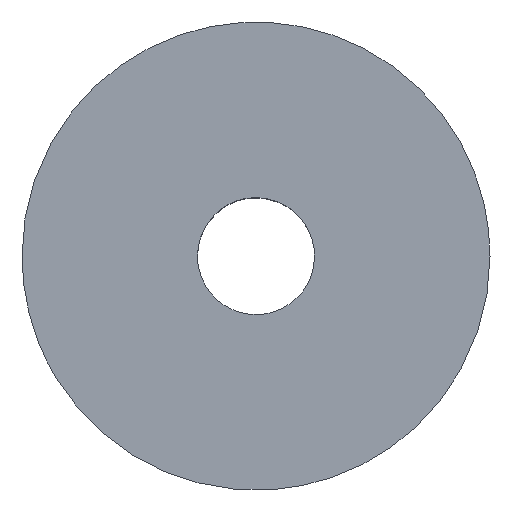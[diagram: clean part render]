
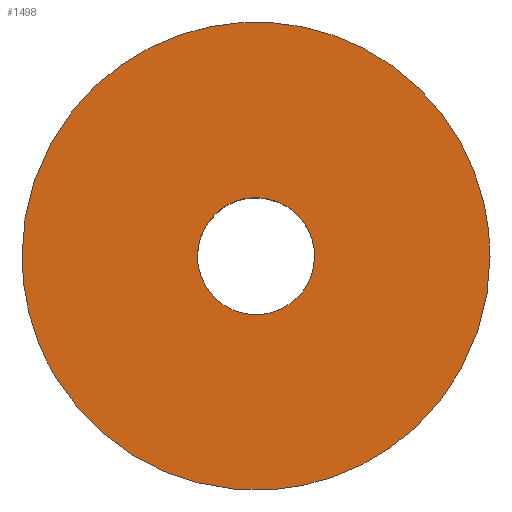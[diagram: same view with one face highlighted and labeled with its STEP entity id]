
A CAD part, top view. The second image highlights one B-rep face of the part: STEP entity #1498.
In plain terms, the highlighted free-form (B-spline) face has degree [1, 1] with [2, 2] control points.
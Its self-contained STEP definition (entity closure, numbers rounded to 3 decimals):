
#902=CARTESIAN_POINT('',(0.471,-5.982,9.));
#903=VERTEX_POINT('',#902);
#909=CARTESIAN_POINT('',(-5.579,-2.207,9.));
#910=VERTEX_POINT('',#909);
#911=CARTESIAN_POINT('',(0.471,-5.982,9.));
#912=CARTESIAN_POINT('',(0.236,-6.,9.));
#913=CARTESIAN_POINT('',(0.,-6.,9.));
#914=CARTESIAN_POINT('',(-4.079,-6.,9.));
#915=CARTESIAN_POINT('',(-5.579,-2.207,9.));
#923=(BOUNDED_CURVE()B_SPLINE_CURVE(2,(#911,#912,#913,#914,#915),.UNSPECIFIED.,.F.,.U.)B_SPLINE_CURVE_WITH_KNOTS((3,2,3),(0.736,0.75,0.938),.UNSPECIFIED.)CURVE()GEOMETRIC_REPRESENTATION_ITEM()RATIONAL_B_SPLINE_CURVE((0.97,0.984,1.0,0.78,0.89))REPRESENTATION_ITEM(''));
#924=EDGE_CURVE('',#903,#910,#923,.T.);
#976=CARTESIAN_POINT('',(-6.0,0.0,9.0));
#977=VERTEX_POINT('',#976);
#978=CARTESIAN_POINT('',(-5.579,-2.207,9.));
#979=CARTESIAN_POINT('',(-6.,-1.144,9.));
#980=CARTESIAN_POINT('',(-6.0,0.0,9.0));
#988=(BOUNDED_CURVE()B_SPLINE_CURVE(2,(#978,#979,#980),.UNSPECIFIED.,.F.,.U.)B_SPLINE_CURVE_WITH_KNOTS((3,3),(0.938,1.0),.UNSPECIFIED.)CURVE()GEOMETRIC_REPRESENTATION_ITEM()RATIONAL_B_SPLINE_CURVE((0.89,0.927,1.0))REPRESENTATION_ITEM(''));
#989=EDGE_CURVE('',#910,#977,#988,.T.);
#991=CARTESIAN_POINT('',(6.0,0.0,9.0));
#992=VERTEX_POINT('',#991);
#993=CARTESIAN_POINT('',(-6.0,0.0,9.0));
#994=CARTESIAN_POINT('',(-6.0,6.0,9.));
#995=CARTESIAN_POINT('',(0.0,6.0,9.0));
#996=CARTESIAN_POINT('',(6.0,6.0,9.));
#997=CARTESIAN_POINT('',(6.0,0.0,9.0));
#1005=(BOUNDED_CURVE()B_SPLINE_CURVE(2,(#993,#994,#995,#996,#997),.UNSPECIFIED.,.F.,.U.)B_SPLINE_CURVE_WITH_KNOTS((3,2,3),(0.0,0.25,0.5),.UNSPECIFIED.)CURVE()GEOMETRIC_REPRESENTATION_ITEM()RATIONAL_B_SPLINE_CURVE((1.0,0.707,1.0,0.707,1.0))REPRESENTATION_ITEM(''));
#1006=EDGE_CURVE('',#977,#992,#1005,.T.);
#1008=CARTESIAN_POINT('',(6.0,0.0,9.0));
#1009=CARTESIAN_POINT('',(6.,-5.546,9.));
#1010=CARTESIAN_POINT('',(0.471,-5.982,9.));
#1018=(BOUNDED_CURVE()B_SPLINE_CURVE(2,(#1008,#1009,#1010),.UNSPECIFIED.,.F.,.U.)B_SPLINE_CURVE_WITH_KNOTS((3,3),(0.5,0.736),.UNSPECIFIED.)CURVE()GEOMETRIC_REPRESENTATION_ITEM()RATIONAL_B_SPLINE_CURVE((1.0,0.723,0.97))REPRESENTATION_ITEM(''));
#1019=EDGE_CURVE('',#992,#903,#1018,.T.);
#1141=CARTESIAN_POINT('',(0.092,-1.497,9.0));
#1142=VERTEX_POINT('',#1141);
#1148=CARTESIAN_POINT('',(1.5,0.0,9.0));
#1149=VERTEX_POINT('',#1148);
#1150=CARTESIAN_POINT('',(1.5,0.0,9.0));
#1151=CARTESIAN_POINT('',(1.5,-1.411,9.0));
#1152=CARTESIAN_POINT('',(0.092,-1.497,9.0));
#1160=(BOUNDED_CURVE()B_SPLINE_CURVE(2,(#1150,#1151,#1152),.UNSPECIFIED.,.F.,.U.)B_SPLINE_CURVE_WITH_KNOTS((3,3),(0.5,0.739),.UNSPECIFIED.)CURVE()GEOMETRIC_REPRESENTATION_ITEM()RATIONAL_B_SPLINE_CURVE((1.0,0.72,0.976))REPRESENTATION_ITEM(''));
#1161=EDGE_CURVE('',#1149,#1142,#1160,.T.);
#1163=CARTESIAN_POINT('',(-0.177,1.49,9.0));
#1164=VERTEX_POINT('',#1163);
#1165=CARTESIAN_POINT('',(-0.177,1.49,9.0));
#1166=CARTESIAN_POINT('',(-0.089,1.5,9.0));
#1167=CARTESIAN_POINT('',(0.0,1.5,9.0));
#1168=CARTESIAN_POINT('',(1.5,1.5,9.));
#1169=CARTESIAN_POINT('',(1.5,0.0,9.0));
#1177=(BOUNDED_CURVE()B_SPLINE_CURVE(2,(#1165,#1166,#1167,#1168,#1169),.UNSPECIFIED.,.F.,.U.)B_SPLINE_CURVE_WITH_KNOTS((3,2,3),(0.23,0.25,0.5),.UNSPECIFIED.)CURVE()GEOMETRIC_REPRESENTATION_ITEM()RATIONAL_B_SPLINE_CURVE((0.956,0.976,1.0,0.707,1.0))REPRESENTATION_ITEM(''));
#1178=EDGE_CURVE('',#1164,#1149,#1177,.T.);
#1222=CARTESIAN_POINT('',(-1.5,0.0,9.0));
#1223=VERTEX_POINT('',#1222);
#1224=CARTESIAN_POINT('',(-1.5,0.0,9.0));
#1225=CARTESIAN_POINT('',(-1.5,1.332,9.0));
#1226=CARTESIAN_POINT('',(-0.177,1.49,9.0));
#1234=(BOUNDED_CURVE()B_SPLINE_CURVE(2,(#1224,#1225,#1226),.UNSPECIFIED.,.F.,.U.)B_SPLINE_CURVE_WITH_KNOTS((3,3),(0.0,0.23),.UNSPECIFIED.)CURVE()GEOMETRIC_REPRESENTATION_ITEM()RATIONAL_B_SPLINE_CURVE((1.0,0.731,0.956))REPRESENTATION_ITEM(''));
#1235=EDGE_CURVE('',#1223,#1164,#1234,.T.);
#1237=CARTESIAN_POINT('',(0.092,-1.497,9.0));
#1238=CARTESIAN_POINT('',(0.046,-1.5,9.0));
#1239=CARTESIAN_POINT('',(0.0,-1.5,9.0));
#1240=CARTESIAN_POINT('',(-1.5,-1.5,9.));
#1241=CARTESIAN_POINT('',(-1.5,0.0,9.0));
#1249=(BOUNDED_CURVE()B_SPLINE_CURVE(2,(#1237,#1238,#1239,#1240,#1241),.UNSPECIFIED.,.F.,.U.)B_SPLINE_CURVE_WITH_KNOTS((3,2,3),(0.739,0.75,1.0),.UNSPECIFIED.)CURVE()GEOMETRIC_REPRESENTATION_ITEM()RATIONAL_B_SPLINE_CURVE((0.976,0.988,1.0,0.707,1.0))REPRESENTATION_ITEM(''));
#1250=EDGE_CURVE('',#1142,#1223,#1249,.T.);
#1481=CARTESIAN_POINT('',(6.599,-6.599,9.0));
#1482=CARTESIAN_POINT('',(-6.599,-6.599,9.0));
#1483=CARTESIAN_POINT('',(6.599,6.599,9.0));
#1484=CARTESIAN_POINT('',(-6.599,6.599,9.0));
#1485=B_SPLINE_SURFACE_WITH_KNOTS('',1,1,((#1481,#1483),(#1482,#1484)),.UNSPECIFIED.,.F.,.F.,.U.,(2,2),(2,2),(0.0,13.199),(0.0,13.199),.UNSPECIFIED.);
#1486=ORIENTED_EDGE('',*,*,#989,.F.);
#1487=ORIENTED_EDGE('',*,*,#924,.F.);
#1488=ORIENTED_EDGE('',*,*,#1019,.F.);
#1489=ORIENTED_EDGE('',*,*,#1006,.F.);
#1490=EDGE_LOOP('',(#1486,#1487,#1488,#1489));
#1491=FACE_OUTER_BOUND('',#1490,.T.);
#1492=ORIENTED_EDGE('',*,*,#1161,.T.);
#1493=ORIENTED_EDGE('',*,*,#1250,.T.);
#1494=ORIENTED_EDGE('',*,*,#1235,.T.);
#1495=ORIENTED_EDGE('',*,*,#1178,.T.);
#1496=EDGE_LOOP('',(#1492,#1493,#1494,#1495));
#1497=FACE_BOUND('',#1496,.T.);
#1498=ADVANCED_FACE('',(#1491,#1497),#1485,.F.);
